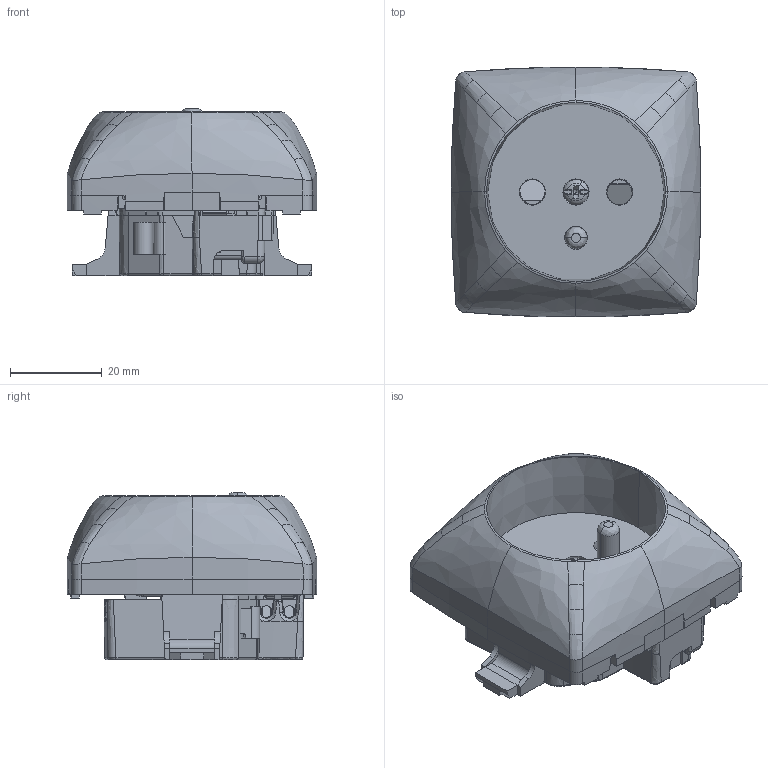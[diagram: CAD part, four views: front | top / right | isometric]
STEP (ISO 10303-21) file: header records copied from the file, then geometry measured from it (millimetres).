
FILE_DESCRIPTION(('CATIA V5 STEP Exchange','CAx-IF Rec.Pracs.--- Model Styling and Organization---1.5--- 2016-08-15','CAx-IF Rec.Pracs.---Supplemental Geometry---1.0---2011-11-01','CAx-IF Rec.Pracs.--- Composite Materials ---1.1---2010-07-15'),'2;1');
FILE_NAME('086127-ASS-2.stp','2023-01-25T07:58:31+00:00',('none'),('none'),'CATIA Version 5-6 Release 2020 SP3','CATIA V5 STEP AP214 v2','none');
FILE_SCHEMA(('AUTOMOTIVE_DESIGN { 1 0 10303 214 1 1 1 1 }'));
Products named in the file (16): 086127; 0461YQ6; 0090_Q47.1; 0229_F15-ASS-4; 0017560; 0029F65; 0085795; 0229F14; 0029G03; 0231_A84; 0098342; 0031E32; 0031E39.1; 0085709; 0043997; 0097_E02
Assembly tree (17 placements, depth 4):
  086127
    0461YQ6
      0090_Q47.1
      0229_F15-ASS-4
        0017560
        0029F65
        0085795
      0229F14  x2
        0085795
        0029G03
      0231_A84
        0098342
        0031E32
        0031E39.1
        0085709
    0043997
    0097_E02
Bounding box: 54.5 x 54.51 x 36.45 mm (x, y, z)
Volume: 20877.8 mm3; surface area: 34940.8 mm2
Topology: 14 solids, 14 shells, 2499 faces, 7231 edges, 4702 vertices
Faces by surface type: plane 1421, cylinder 491, bspline 330, cone 141, sphere 47, extrusion 35, torus 34
Entity records: 85308 total; most frequent: CARTESIAN_POINT 32971, ORIENTED_EDGE 12874, DIRECTION 7393, EDGE_CURVE 6437, VERTEX_POINT 4210, VECTOR 3417, LINE 3388, B_SPLINE_CURVE_WITH_KNOTS 2396
